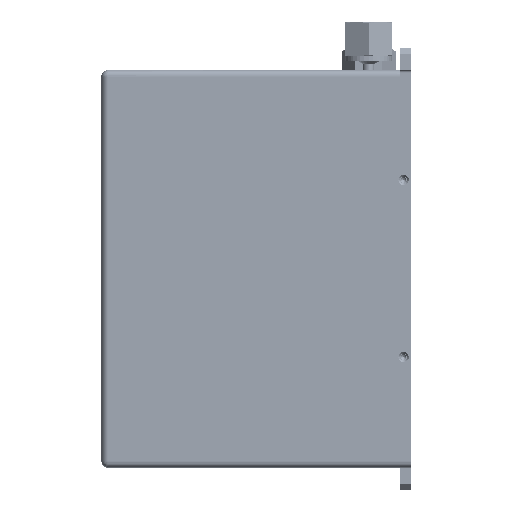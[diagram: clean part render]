
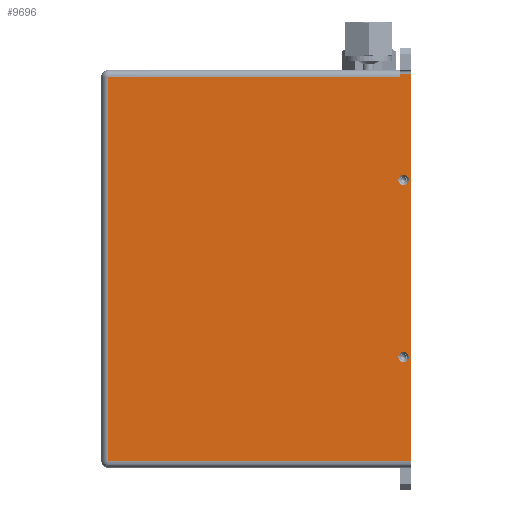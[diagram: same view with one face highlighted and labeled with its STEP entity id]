
A CAD part, left-side view. The second image highlights one B-rep face of the part: STEP entity #9696.
In plain terms, the highlighted planar face has unit normal (-1, 0, 0).
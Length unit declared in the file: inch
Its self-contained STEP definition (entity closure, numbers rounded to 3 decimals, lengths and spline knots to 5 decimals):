
#7359=DIRECTION('',(0.,0.,1.));
#7360=VECTOR('',#7359,8.731);
#7361=CARTESIAN_POINT('',(-4.99,0.,-4.341));
#7362=LINE('',#7361,#7360);
#7863=CARTESIAN_POINT('',(-4.99,0.16,-1.99));
#7864=DIRECTION('',(-1.,0.,0.));
#7865=DIRECTION('',(0.,1.,0.));
#7866=AXIS2_PLACEMENT_3D('',#7863,#7864,#7865);
#7868=CARTESIAN_POINT('',(-4.99,0.16,-1.99));
#7869=DIRECTION('',(-1.,0.,0.));
#7870=DIRECTION('',(0.,-1.,0.));
#7871=AXIS2_PLACEMENT_3D('',#7868,#7869,#7870);
#7873=CARTESIAN_POINT('',(-4.99,0.16,2.01));
#7874=DIRECTION('',(-1.,0.,0.));
#7875=DIRECTION('',(0.,1.,0.));
#7876=AXIS2_PLACEMENT_3D('',#7873,#7874,#7875);
#7878=CARTESIAN_POINT('',(-4.99,0.16,2.01));
#7879=DIRECTION('',(-1.,0.,0.));
#7880=DIRECTION('',(0.,-1.,0.));
#7881=AXIS2_PLACEMENT_3D('',#7878,#7879,#7880);
#7883=DIRECTION('',(0.,-1.,0.));
#7884=VECTOR('',#7883,6.581);
#7885=CARTESIAN_POINT('',(-4.99,6.831,4.341));
#7886=LINE('',#7885,#7884);
#7887=DIRECTION('',(0.,0.,1.));
#7888=VECTOR('',#7887,0.049);
#7889=CARTESIAN_POINT('',(-4.99,0.25,4.341));
#7890=LINE('',#7889,#7888);
#7891=DIRECTION('',(0.,1.,0.));
#7892=VECTOR('',#7891,0.25);
#7893=CARTESIAN_POINT('',(-4.99,0.,4.39));
#7894=LINE('',#7893,#7892);
#7895=DIRECTION('',(0.,-1.,0.));
#7896=VECTOR('',#7895,6.831);
#7897=CARTESIAN_POINT('',(-4.99,6.831,-4.341));
#7898=LINE('',#7897,#7896);
#7899=DIRECTION('',(0.,0.,1.));
#7900=VECTOR('',#7899,8.682);
#7901=CARTESIAN_POINT('',(-4.99,6.831,-4.341));
#7902=LINE('',#7901,#7900);
#8671=CARTESIAN_POINT('',(-4.99,0.,4.39));
#8673=VERTEX_POINT('',#8671);
#8743=CARTESIAN_POINT('',(-4.99,6.831,4.341));
#8744=CARTESIAN_POINT('',(-4.99,0.25,4.341));
#8745=VERTEX_POINT('',#8743);
#8746=VERTEX_POINT('',#8744);
#8757=CARTESIAN_POINT('',(-4.99,6.831,-4.341));
#8758=CARTESIAN_POINT('',(-4.99,0.,-4.341));
#8759=VERTEX_POINT('',#8757);
#8760=VERTEX_POINT('',#8758);
#8809=CARTESIAN_POINT('',(-4.99,0.25,4.39));
#8810=VERTEX_POINT('',#8809);
#8867=CARTESIAN_POINT('',(-4.99,0.2775,2.01));
#8868=CARTESIAN_POINT('',(-4.99,0.0425,2.01));
#8869=VERTEX_POINT('',#8867);
#8870=VERTEX_POINT('',#8868);
#8875=CARTESIAN_POINT('',(-4.99,0.2775,-1.99));
#8876=CARTESIAN_POINT('',(-4.99,0.0425,-1.99));
#8877=VERTEX_POINT('',#8875);
#8878=VERTEX_POINT('',#8876);
#9667=CARTESIAN_POINT('',(-4.99,0.,-4.49));
#9668=DIRECTION('',(-1.,0.,0.));
#9669=DIRECTION('',(0.,0.,1.));
#9670=AXIS2_PLACEMENT_3D('',#9667,#9668,#9669);
#9671=PLANE('',#9670);
#9673=ORIENTED_EDGE('',*,*,#9672,.T.);
#9675=ORIENTED_EDGE('',*,*,#9674,.T.);
#9677=ORIENTED_EDGE('',*,*,#9676,.F.);
#9678=ORIENTED_EDGE('',*,*,#9042,.F.);
#9680=ORIENTED_EDGE('',*,*,#9679,.F.);
#9682=ORIENTED_EDGE('',*,*,#9681,.T.);
#9683=EDGE_LOOP('',(#9673,#9675,#9677,#9678,#9680,#9682));
#9684=FACE_OUTER_BOUND('',#9683,.F.);
#9685=ORIENTED_EDGE('',*,*,#9657,.T.);
#9687=ORIENTED_EDGE('',*,*,#9686,.T.);
#9688=EDGE_LOOP('',(#9685,#9687));
#9689=FACE_BOUND('',#9688,.F.);
#9691=ORIENTED_EDGE('',*,*,#9690,.T.);
#9693=ORIENTED_EDGE('',*,*,#9692,.T.);
#9694=EDGE_LOOP('',(#9691,#9693));
#9695=FACE_BOUND('',#9694,.F.);
#9696=ADVANCED_FACE('',(#9684,#9689,#9695),#9671,.T.);
#7867=CIRCLE('',#7866,0.1175);
#7872=CIRCLE('',#7871,0.1175);
#7877=CIRCLE('',#7876,0.1175);
#7882=CIRCLE('',#7881,0.1175);
#9042=EDGE_CURVE('',#8760,#8673,#7362,.T.);
#9657=EDGE_CURVE('',#8877,#8878,#7867,.T.);
#9672=EDGE_CURVE('',#8745,#8746,#7886,.T.);
#9674=EDGE_CURVE('',#8746,#8810,#7890,.T.);
#9676=EDGE_CURVE('',#8673,#8810,#7894,.T.);
#9679=EDGE_CURVE('',#8759,#8760,#7898,.T.);
#9681=EDGE_CURVE('',#8759,#8745,#7902,.T.);
#9686=EDGE_CURVE('',#8878,#8877,#7872,.T.);
#9690=EDGE_CURVE('',#8869,#8870,#7877,.T.);
#9692=EDGE_CURVE('',#8870,#8869,#7882,.T.);
